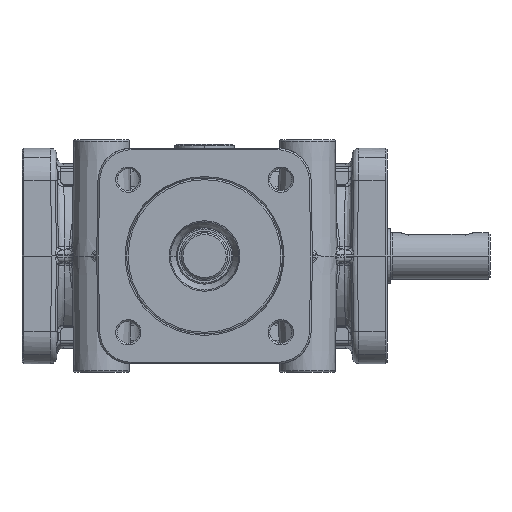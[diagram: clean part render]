
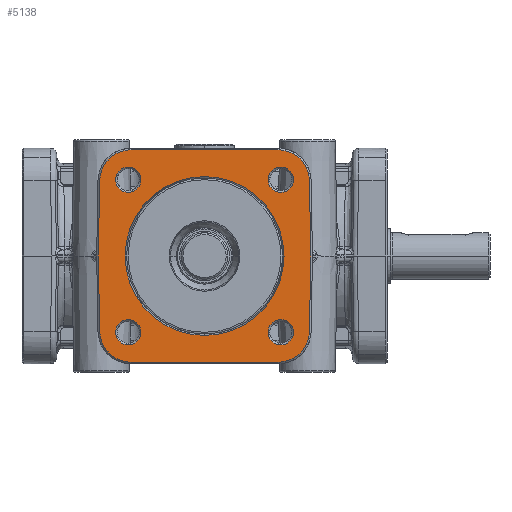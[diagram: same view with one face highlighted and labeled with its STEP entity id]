
A CAD part, front view. The second image highlights one B-rep face of the part: STEP entity #5138.
In plain terms, the highlighted planar face has unit normal (0, -1, 0).
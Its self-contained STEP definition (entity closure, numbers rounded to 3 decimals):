
#5138=ADVANCED_FACE('',(#13066,#13067,#13068,#13069,#13070,#13071),#13072,.T.);
#13066=FACE_OUTER_BOUND('',#24935,.T.);
#13067=FACE_BOUND('',#24936,.T.);
#13068=FACE_BOUND('',#24937,.T.);
#13069=FACE_BOUND('',#24938,.T.);
#13070=FACE_BOUND('',#24939,.T.);
#13071=FACE_BOUND('',#24940,.T.);
#13072=PLANE('',#24941);
#24935=EDGE_LOOP('',(#110665,#110666,#110667,#110668,#110669,#110670,#110671,#110672,#110673,#110674,#110675,#110676,#110677,#110678));
#24936=EDGE_LOOP('',(#110679,#110680));
#24937=EDGE_LOOP('',(#110681,#110682));
#24938=EDGE_LOOP('',(#110683,#110684));
#24939=EDGE_LOOP('',(#110685,#110686));
#24940=EDGE_LOOP('',(#110687,#110688));
#24941=AXIS2_PLACEMENT_3D('',#110689,#110690,#110691);
#110665=ORIENTED_EDGE('',*,*,#136020,.F.);
#110666=ORIENTED_EDGE('',*,*,#136021,.F.);
#110667=ORIENTED_EDGE('',*,*,#134048,.F.);
#110668=ORIENTED_EDGE('',*,*,#136022,.F.);
#110669=ORIENTED_EDGE('',*,*,#136023,.F.);
#110670=ORIENTED_EDGE('',*,*,#136024,.F.);
#110671=ORIENTED_EDGE('',*,*,#134040,.F.);
#110672=ORIENTED_EDGE('',*,*,#136025,.F.);
#110673=ORIENTED_EDGE('',*,*,#136026,.F.);
#110674=ORIENTED_EDGE('',*,*,#134044,.F.);
#110675=ORIENTED_EDGE('',*,*,#136027,.F.);
#110676=ORIENTED_EDGE('',*,*,#136028,.F.);
#110677=ORIENTED_EDGE('',*,*,#136029,.F.);
#110678=ORIENTED_EDGE('',*,*,#134052,.F.);
#110679=ORIENTED_EDGE('',*,*,#136030,.F.);
#110680=ORIENTED_EDGE('',*,*,#134081,.F.);
#110681=ORIENTED_EDGE('',*,*,#136031,.F.);
#110682=ORIENTED_EDGE('',*,*,#134061,.F.);
#110683=ORIENTED_EDGE('',*,*,#136032,.F.);
#110684=ORIENTED_EDGE('',*,*,#134026,.F.);
#110685=ORIENTED_EDGE('',*,*,#136033,.F.);
#110686=ORIENTED_EDGE('',*,*,#134072,.F.);
#110687=ORIENTED_EDGE('',*,*,#136016,.F.);
#110688=ORIENTED_EDGE('',*,*,#135973,.F.);
#110689=CARTESIAN_POINT('',(-13.925,-90.0,0.0));
#110690=DIRECTION('',(0.0,-1.0,0.0));
#110691=DIRECTION('',(0.0,0.0,-1.0));
#134026=EDGE_CURVE('',#148011,#148013,#148014,.T.);
#134040=EDGE_CURVE('',#148035,#148037,#148038,.T.);
#134044=EDGE_CURVE('',#148041,#148043,#148044,.T.);
#134048=EDGE_CURVE('',#148047,#148049,#148050,.T.);
#134052=EDGE_CURVE('',#148053,#148055,#148056,.T.);
#134061=EDGE_CURVE('',#148068,#148070,#148071,.T.);
#134072=EDGE_CURVE('',#148087,#148089,#148090,.T.);
#134081=EDGE_CURVE('',#148102,#148104,#148105,.T.);
#135973=EDGE_CURVE('',#151396,#151398,#151399,.T.);
#136016=EDGE_CURVE('',#151398,#151396,#151454,.T.);
#136020=EDGE_CURVE('',#151458,#148053,#151459,.T.);
#136021=EDGE_CURVE('',#148049,#151458,#151460,.T.);
#136022=EDGE_CURVE('',#151461,#148047,#151462,.T.);
#136023=EDGE_CURVE('',#151463,#151461,#151464,.T.);
#136024=EDGE_CURVE('',#148037,#151463,#151465,.T.);
#136025=EDGE_CURVE('',#151466,#148035,#151467,.T.);
#136026=EDGE_CURVE('',#148043,#151466,#151468,.T.);
#136027=EDGE_CURVE('',#151469,#148041,#151470,.T.);
#136028=EDGE_CURVE('',#151471,#151469,#151472,.T.);
#136029=EDGE_CURVE('',#148055,#151471,#151473,.T.);
#136030=EDGE_CURVE('',#148104,#148102,#151474,.T.);
#136031=EDGE_CURVE('',#148070,#148068,#151475,.T.);
#136032=EDGE_CURVE('',#148013,#148011,#151476,.T.);
#136033=EDGE_CURVE('',#148089,#148087,#151477,.T.);
#148011=VERTEX_POINT('',#168732);
#148013=VERTEX_POINT('',#168735);
#148014=CIRCLE('',#168736,3.824);
#148035=VERTEX_POINT('',#168762);
#148037=VERTEX_POINT('',#168765);
#148038=CIRCLE('',#168766,9.5);
#148041=VERTEX_POINT('',#168770);
#148043=VERTEX_POINT('',#168773);
#148044=CIRCLE('',#168774,9.5);
#148047=VERTEX_POINT('',#168778);
#148049=VERTEX_POINT('',#168781);
#148050=CIRCLE('',#168782,9.5);
#148053=VERTEX_POINT('',#168786);
#148055=VERTEX_POINT('',#168789);
#148056=CIRCLE('',#168790,9.5);
#148068=VERTEX_POINT('',#168805);
#148070=VERTEX_POINT('',#168808);
#148071=CIRCLE('',#168809,3.824);
#148087=VERTEX_POINT('',#168853);
#148089=VERTEX_POINT('',#168856);
#148090=CIRCLE('',#168857,3.824);
#148102=VERTEX_POINT('',#168872);
#148104=VERTEX_POINT('',#168875);
#148105=CIRCLE('',#168876,3.824);
#151396=VERTEX_POINT('',#176607);
#151398=VERTEX_POINT('',#176610);
#151399=CIRCLE('',#176611,23.937);
#151454=CIRCLE('',#176685,23.937);
#151458=VERTEX_POINT('',#176689);
#151459=CIRCLE('',#176690,9.5);
#151460=LINE('',#176691,#176692);
#151461=VERTEX_POINT('',#176693);
#151462=CIRCLE('',#176694,9.5);
#151463=VERTEX_POINT('',#176695);
#151464=LINE('',#176696,#176697);
#151465=LINE('',#176698,#176699);
#151466=VERTEX_POINT('',#176700);
#151467=CIRCLE('',#176701,9.5);
#151468=LINE('',#176702,#176703);
#151469=VERTEX_POINT('',#176704);
#151470=CIRCLE('',#176705,9.5);
#151471=VERTEX_POINT('',#176706);
#151472=LINE('',#176707,#176708);
#151473=LINE('',#176709,#176710);
#151474=CIRCLE('',#176711,3.824);
#151475=CIRCLE('',#176712,3.824);
#151476=CIRCLE('',#176713,3.824);
#151477=CIRCLE('',#176714,3.824);
#168732=CARTESIAN_POINT('',(26.804,-90.0,-22.981));
#168735=CARTESIAN_POINT('',(19.157,-90.0,-22.981));
#168736=AXIS2_PLACEMENT_3D('',#215424,#215425,#215426);
#168762=CARTESIAN_POINT('',(28.764,-90.0,29.276));
#168765=CARTESIAN_POINT('',(31.604,-90.0,22.666));
#168766=AXIS2_PLACEMENT_3D('',#215445,#215446,#215447);
#168770=CARTESIAN_POINT('',(-28.764,-90.0,29.276));
#168773=CARTESIAN_POINT('',(-22.106,-90.0,32.0));
#168774=AXIS2_PLACEMENT_3D('',#215450,#215451,#215452);
#168778=CARTESIAN_POINT('',(28.764,-90.0,-29.276));
#168781=CARTESIAN_POINT('',(22.106,-90.0,-32.0));
#168782=AXIS2_PLACEMENT_3D('',#215455,#215456,#215457);
#168786=CARTESIAN_POINT('',(-28.764,-90.0,-29.276));
#168789=CARTESIAN_POINT('',(-31.604,-90.0,-22.666));
#168790=AXIS2_PLACEMENT_3D('',#215460,#215461,#215462);
#168805=CARTESIAN_POINT('',(-19.157,-90.0,22.981));
#168808=CARTESIAN_POINT('',(-26.804,-90.0,22.981));
#168809=AXIS2_PLACEMENT_3D('',#215473,#215474,#215475);
#168853=CARTESIAN_POINT('',(-19.157,-90.0,-22.981));
#168856=CARTESIAN_POINT('',(-26.804,-90.0,-22.981));
#168857=AXIS2_PLACEMENT_3D('',#215489,#215490,#215491);
#168872=CARTESIAN_POINT('',(26.804,-90.0,22.981));
#168875=CARTESIAN_POINT('',(19.157,-90.0,22.981));
#168876=AXIS2_PLACEMENT_3D('',#215502,#215503,#215504);
#176607=CARTESIAN_POINT('',(23.937,-90.0,0.));
#176610=CARTESIAN_POINT('',(-23.937,-90.0,0.));
#176611=AXIS2_PLACEMENT_3D('',#217731,#217732,#217733);
#176685=AXIS2_PLACEMENT_3D('',#217774,#217775,#217776);
#176689=CARTESIAN_POINT('',(-22.106,-90.0,-32.0));
#176690=AXIS2_PLACEMENT_3D('',#217780,#217781,#217782);
#176691=CARTESIAN_POINT('',(22.106,-90.0,-32.0));
#176692=VECTOR('',#217783,44.211);
#176693=CARTESIAN_POINT('',(31.604,-90.0,-22.666));
#176694=AXIS2_PLACEMENT_3D('',#217784,#217785,#217786);
#176695=CARTESIAN_POINT('',(32.,-90.0,0.));
#176696=CARTESIAN_POINT('',(32.,-90.0,0.));
#176697=VECTOR('',#217787,22.669);
#176698=CARTESIAN_POINT('',(31.604,-90.0,22.666));
#176699=VECTOR('',#217788,22.669);
#176700=CARTESIAN_POINT('',(22.106,-90.0,32.0));
#176701=AXIS2_PLACEMENT_3D('',#217789,#217790,#217791);
#176702=CARTESIAN_POINT('',(-22.106,-90.0,32.0));
#176703=VECTOR('',#217792,44.211);
#176704=CARTESIAN_POINT('',(-31.604,-90.0,22.666));
#176705=AXIS2_PLACEMENT_3D('',#217793,#217794,#217795);
#176706=CARTESIAN_POINT('',(-32.,-90.0,0.));
#176707=CARTESIAN_POINT('',(-32.,-90.0,0.));
#176708=VECTOR('',#217796,22.669);
#176709=CARTESIAN_POINT('',(-31.604,-90.0,-22.666));
#176710=VECTOR('',#217797,22.669);
#176711=AXIS2_PLACEMENT_3D('',#217798,#217799,#217800);
#176712=AXIS2_PLACEMENT_3D('',#217801,#217802,#217803);
#176713=AXIS2_PLACEMENT_3D('',#217804,#217805,#217806);
#176714=AXIS2_PLACEMENT_3D('',#217807,#217808,#217809);
#215424=CARTESIAN_POINT('',(22.981,-90.0,-22.981));
#215425=DIRECTION('',(0.0,-1.0,0.0));
#215426=DIRECTION('',(1.0,0.0,0.0));
#215445=CARTESIAN_POINT('',(22.106,-90.0,22.5));
#215446=DIRECTION('',(-0.0,1.0,0.0));
#215447=DIRECTION('',(0.701,0.0,0.713));
#215450=CARTESIAN_POINT('',(-22.106,-90.0,22.5));
#215451=DIRECTION('',(0.0,1.0,0.0));
#215452=DIRECTION('',(-0.701,0.0,0.713));
#215455=CARTESIAN_POINT('',(22.106,-90.0,-22.5));
#215456=DIRECTION('',(0.0,1.0,0.0));
#215457=DIRECTION('',(0.701,0.0,-0.713));
#215460=CARTESIAN_POINT('',(-22.106,-90.0,-22.5));
#215461=DIRECTION('',(0.0,1.0,0.0));
#215462=DIRECTION('',(-0.701,0.0,-0.713));
#215473=CARTESIAN_POINT('',(-22.981,-90.0,22.981));
#215474=DIRECTION('',(0.0,-1.0,0.0));
#215475=DIRECTION('',(1.0,0.0,0.0));
#215489=CARTESIAN_POINT('',(-22.981,-90.0,-22.981));
#215490=DIRECTION('',(0.0,-1.0,0.0));
#215491=DIRECTION('',(1.0,0.0,0.0));
#215502=CARTESIAN_POINT('',(22.981,-90.0,22.981));
#215503=DIRECTION('',(0.0,-1.0,0.0));
#215504=DIRECTION('',(1.0,0.0,0.0));
#217731=CARTESIAN_POINT('',(0.0,-90.0,0.0));
#217732=DIRECTION('',(0.0,-1.0,0.0));
#217733=DIRECTION('',(1.0,0.0,0.0));
#217774=CARTESIAN_POINT('',(0.0,-90.0,0.0));
#217775=DIRECTION('',(0.0,-1.0,0.0));
#217776=DIRECTION('',(1.0,0.0,0.0));
#217780=CARTESIAN_POINT('',(-22.106,-90.0,-22.5));
#217781=DIRECTION('',(0.0,1.0,0.0));
#217782=DIRECTION('',(-0.701,0.0,-0.713));
#217783=DIRECTION('',(-1.0,0.0,0.0));
#217784=CARTESIAN_POINT('',(22.106,-90.0,-22.5));
#217785=DIRECTION('',(0.0,1.0,0.0));
#217786=DIRECTION('',(0.701,0.0,-0.713));
#217787=DIRECTION('',(-0.017,0.0,-1.));
#217788=DIRECTION('',(0.017,0.0,-1.));
#217789=CARTESIAN_POINT('',(22.106,-90.0,22.5));
#217790=DIRECTION('',(-0.0,1.0,0.0));
#217791=DIRECTION('',(0.701,0.0,0.713));
#217792=DIRECTION('',(1.0,0.0,0.0));
#217793=CARTESIAN_POINT('',(-22.106,-90.0,22.5));
#217794=DIRECTION('',(0.0,1.0,0.0));
#217795=DIRECTION('',(-0.701,0.0,0.713));
#217796=DIRECTION('',(0.017,0.0,1.));
#217797=DIRECTION('',(-0.017,0.0,1.));
#217798=CARTESIAN_POINT('',(22.981,-90.0,22.981));
#217799=DIRECTION('',(0.0,-1.0,0.0));
#217800=DIRECTION('',(1.0,0.0,0.0));
#217801=CARTESIAN_POINT('',(-22.981,-90.0,22.981));
#217802=DIRECTION('',(0.0,-1.0,0.0));
#217803=DIRECTION('',(1.0,0.0,0.0));
#217804=CARTESIAN_POINT('',(22.981,-90.0,-22.981));
#217805=DIRECTION('',(0.0,-1.0,0.0));
#217806=DIRECTION('',(1.0,0.0,0.0));
#217807=CARTESIAN_POINT('',(-22.981,-90.0,-22.981));
#217808=DIRECTION('',(0.0,-1.0,0.0));
#217809=DIRECTION('',(1.0,0.0,0.0));
